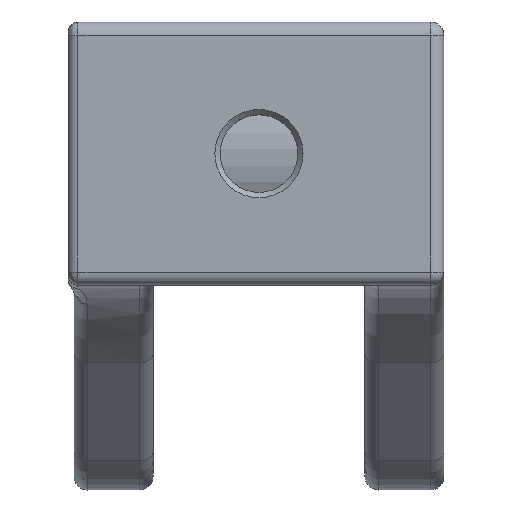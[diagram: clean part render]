
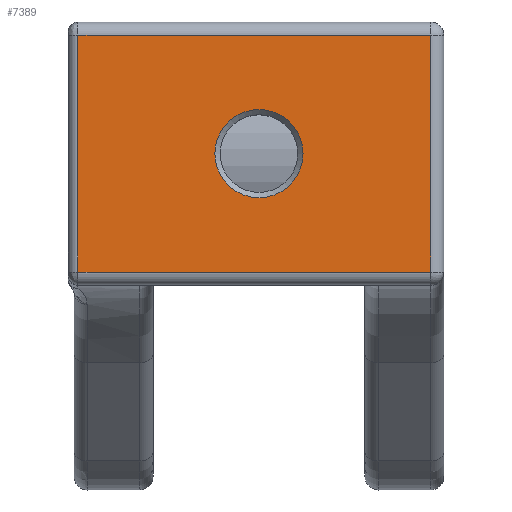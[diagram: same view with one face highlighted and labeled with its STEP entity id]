
A CAD part, top view. The second image highlights one B-rep face of the part: STEP entity #7389.
In plain terms, the highlighted planar face has unit normal (0, 0, 1).
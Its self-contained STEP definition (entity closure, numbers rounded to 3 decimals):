
#85=LINE('',#16138,#433);
#86=LINE('',#16140,#434);
#87=LINE('',#16142,#435);
#88=LINE('',#16143,#436);
#433=VECTOR('',#9065,10.);
#434=VECTOR('',#9066,10.);
#435=VECTOR('',#9067,10.);
#436=VECTOR('',#9068,10.);
#923=FACE_BOUND('',#1671,.T.);
#942=PLANE('',#7952);
#1163=FACE_OUTER_BOUND('',#1670,.T.);
#1670=EDGE_LOOP('',(#5090,#5091,#5092,#5093));
#1671=EDGE_LOOP('',(#5094));
#2216=CIRCLE('',#7948,3.35);
#3132=VERTEX_POINT('',#16126);
#3135=VERTEX_POINT('',#16136);
#3136=VERTEX_POINT('',#16137);
#3137=VERTEX_POINT('',#16139);
#3138=VERTEX_POINT('',#16141);
#3844=EDGE_CURVE('',#3132,#3132,#2216,.T.);
#3849=EDGE_CURVE('',#3135,#3136,#85,.T.);
#3850=EDGE_CURVE('',#3137,#3135,#86,.T.);
#3851=EDGE_CURVE('',#3138,#3137,#87,.T.);
#3852=EDGE_CURVE('',#3136,#3138,#88,.T.);
#5090=ORIENTED_EDGE('',*,*,#3849,.F.);
#5091=ORIENTED_EDGE('',*,*,#3850,.F.);
#5092=ORIENTED_EDGE('',*,*,#3851,.F.);
#5093=ORIENTED_EDGE('',*,*,#3852,.F.);
#5094=ORIENTED_EDGE('',*,*,#3844,.F.);
#7389=ADVANCED_FACE('',(#1163,#923),#942,.T.);
#7948=AXIS2_PLACEMENT_3D('',#16127,#9053,#9054);
#7952=AXIS2_PLACEMENT_3D('',#16135,#9063,#9064);
#9053=DIRECTION('center_axis',(0.,0.,
1.));
#9054=DIRECTION('ref_axis',(-1.,0.,0.));
#9063=DIRECTION('center_axis',(0.,0.,
1.));
#9064=DIRECTION('ref_axis',(-1.,0.,0.));
#9065=DIRECTION('',(0.,1.,0.));
#9066=DIRECTION('',(-1.,0.,0.));
#9067=DIRECTION('',(0.,-1.,0.));
#9068=DIRECTION('',(1.,0.,0.));
#16126=CARTESIAN_POINT('',(3.35,18.,34.6));
#16127=CARTESIAN_POINT('Origin',(0.,18.,
34.6));
#16135=CARTESIAN_POINT('Origin',(0.,18.,
34.6));
#16136=CARTESIAN_POINT('',(-13.75,9.,34.6));
#16137=CARTESIAN_POINT('',(-13.75,27.,34.6));
#16138=CARTESIAN_POINT('',(-13.75,18.,34.6));
#16139=CARTESIAN_POINT('',(13.05,9.,34.6));
#16140=CARTESIAN_POINT('',(7.025,9.,34.6));
#16141=CARTESIAN_POINT('',(13.05,27.,34.6));
#16142=CARTESIAN_POINT('',(13.05,9.,34.6));
#16143=CARTESIAN_POINT('',(-7.025,27.,34.6));
